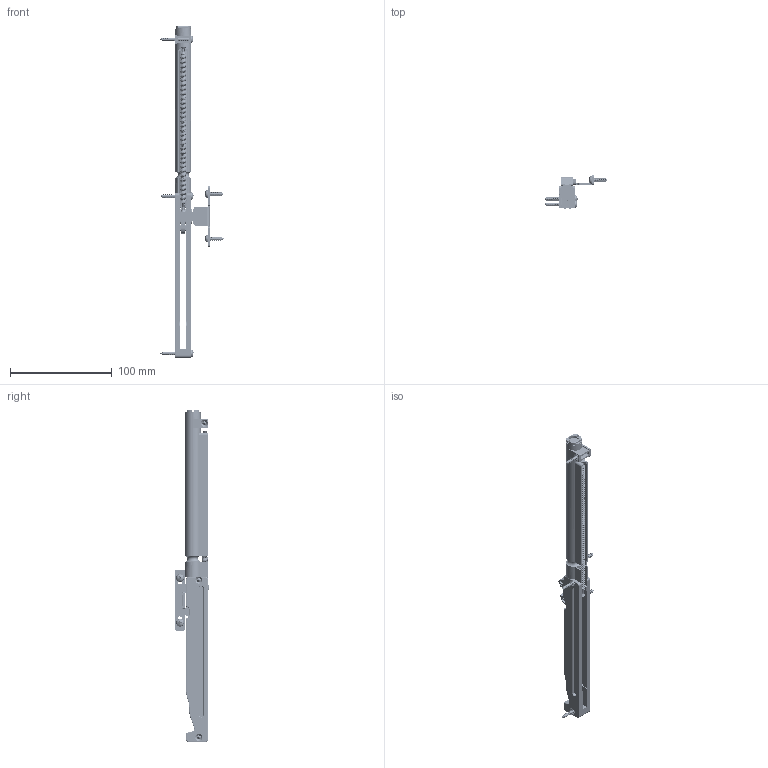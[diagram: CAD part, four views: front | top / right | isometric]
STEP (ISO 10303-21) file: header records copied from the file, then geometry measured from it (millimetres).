
FILE_DESCRIPTION(/* description */ (''),/* implementation_level */ '2;1');
FILE_NAME(/* name */ '66AFP11_12.stp',/* time_stamp */ '2019-08-20T07:35:18+02:00',/* author */ ('Marc'),/* organization */ (''),/* preprocessor_version */ 'ST-DEVELOPER v17.2',/* originating_system */ 'Autodesk Inventor 2019',/* authorisation */ '');
FILE_SCHEMA (('AUTOMOTIVE_DESIGN { 1 0 10303 214 3 1 1 }'));
Products named in the file (9): 66AFP1; Amortisseur HAFELE; Coprs vérin; Coprs glissière; Chariot; ressort; 21664; 04005; 04037
Assembly tree (11 placements, depth 3):
  66AFP1
    Amortisseur HAFELE
      Coprs vérin
      Coprs glissière
      Chariot
      ressort
    21664
    04005  x2
    04037  x3
Bounding box: 62.75 x 33.6 x 326.1 mm (x, y, z)
Volume: 72889.5 mm3; surface area: 46331.9 mm2
Topology: 10 solids, 10 shells, 847 faces, 2294 edges, 1480 vertices
Faces by surface type: cylinder 420, plane 325, cone 37, torus 31, bspline 29, sphere 5
Full cylindrical faces by diameter (mm): 2.7 x2, 2.8 x39, 3 x12, 4 x3, 5.4 x212, 15.1 x1, 15.7 x1
Entity records: 57129 total; most frequent: CARTESIAN_POINT 40103, ORIENTED_EDGE 3726, DIRECTION 3176, EDGE_CURVE 1863, VERTEX_POINT 1193, AXIS2_PLACEMENT_3D 1113, LINE 950, VECTOR 950
